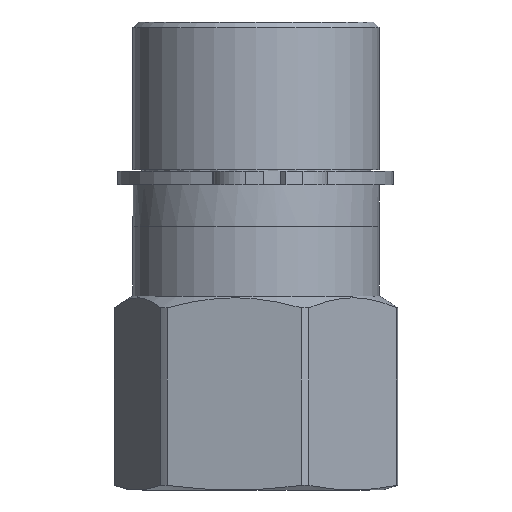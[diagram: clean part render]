
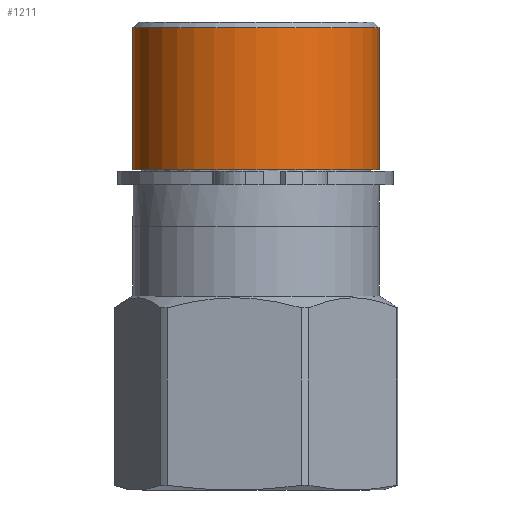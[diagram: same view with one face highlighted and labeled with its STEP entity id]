
A CAD part, left-side view. The second image highlights one B-rep face of the part: STEP entity #1211.
In plain terms, the highlighted cylindrical face has radius 10.73 mm (diameter 21.46 mm), a full revolution.
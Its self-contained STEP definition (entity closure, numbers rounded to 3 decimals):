
#74=LINE('',#1907,#137);
#137=VECTOR('',#1512,10.73);
#198=CYLINDRICAL_SURFACE('',#1321,10.73);
#298=FACE_OUTER_BOUND('',#373,.T.);
#373=EDGE_LOOP('',(#850,#851,#852,#853));
#464=CIRCLE('',#1320,10.73);
#465=CIRCLE('',#1322,10.73);
#559=VERTEX_POINT('',#1902);
#560=VERTEX_POINT('',#1905);
#672=EDGE_CURVE('',#559,#559,#464,.T.);
#673=EDGE_CURVE('',#560,#560,#465,.T.);
#674=EDGE_CURVE('',#560,#559,#74,.T.);
#850=ORIENTED_EDGE('',*,*,#673,.F.);
#851=ORIENTED_EDGE('',*,*,#674,.T.);
#852=ORIENTED_EDGE('',*,*,#672,.T.);
#853=ORIENTED_EDGE('',*,*,#674,.F.);
#1211=ADVANCED_FACE('',(#298),#198,.T.);
#1320=AXIS2_PLACEMENT_3D('',#1903,#1506,#1507);
#1321=AXIS2_PLACEMENT_3D('',#1904,#1508,#1509);
#1322=AXIS2_PLACEMENT_3D('',#1906,#1510,#1511);
#1506=DIRECTION('center_axis',(0.,0.,1.));
#1507=DIRECTION('ref_axis',(-1.,0.,0.));
#1508=DIRECTION('center_axis',(0.,0.,1.));
#1509=DIRECTION('ref_axis',(-1.,0.,0.));
#1510=DIRECTION('center_axis',(0.,0.,1.));
#1511=DIRECTION('ref_axis',(-1.,0.,0.));
#1512=DIRECTION('',(0.,0.,-1.));
#1902=CARTESIAN_POINT('',(10.73,0.,12.7));
#1903=CARTESIAN_POINT('Origin',(0.,0.,12.7));
#1904=CARTESIAN_POINT('Origin',(0.,0.,0.));
#1905=CARTESIAN_POINT('',(10.73,0.,25.1));
#1906=CARTESIAN_POINT('Origin',(0.,0.,25.1));
#1907=CARTESIAN_POINT('',(10.73,0.,0.));
